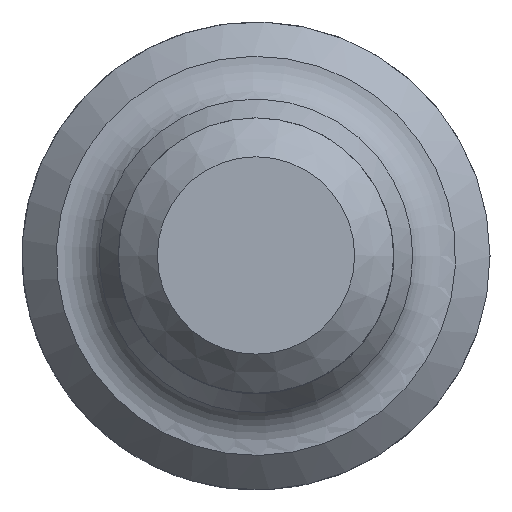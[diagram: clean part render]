
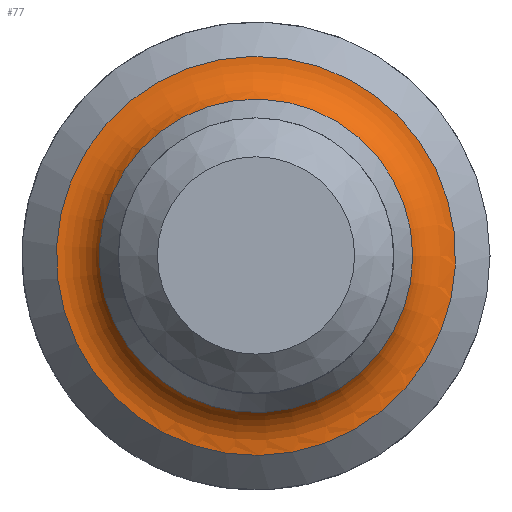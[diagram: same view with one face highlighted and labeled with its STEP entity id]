
A CAD part, top view. The second image highlights one B-rep face of the part: STEP entity #77.
In plain terms, the highlighted toroidal (fillet/blend) face has major radius 25.466 mm and minor radius 6.2 mm.
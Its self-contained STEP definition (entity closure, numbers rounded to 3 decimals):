
#77 = ADVANCED_FACE( '', ( #91, #92 ), #93, .F. );
#91 = FACE_OUTER_BOUND( '', #116, .T. );
#92 = FACE_OUTER_BOUND( '', #117, .T. );
#93 = TOROIDAL_SURFACE( '', #118, 25.466, 6.2 );
#116 = EDGE_LOOP( '', ( #145 ) );
#117 = EDGE_LOOP( '', ( #146, #147 ) );
#118 = AXIS2_PLACEMENT_3D( '', #148, #149, #150 );
#145 = ORIENTED_EDGE( '', *, *, #184, .T. );
#146 = ORIENTED_EDGE( '', *, *, #185, .F. );
#147 = ORIENTED_EDGE( '', *, *, #186, .F. );
#148 = CARTESIAN_POINT( '', ( -2.5, 0., -3.8 ) );
#149 = DIRECTION( '', ( 0., 0., -1. ) );
#150 = DIRECTION( '', ( -0.707, -0.707, 0. ) );
#184 = EDGE_CURVE( '', #197, #197, #198, .T. );
#185 = EDGE_CURVE( '', #199, #200, #201, .T. );
#186 = EDGE_CURVE( '', #200, #199, #202, .T. );
#197 = VERTEX_POINT( '', #215 );
#198 = CIRCLE( '', #216, 20.097 );
#199 = VERTEX_POINT( '', #217 );
#200 = VERTEX_POINT( '', #218 );
#201 = B_SPLINE_CURVE_WITH_KNOTS( '', 3, ( #219, #220, #221, #222, #223, #224, #225, #226, #227, #228, #229, #230, #231, #232, #233, #234, #235, #236, #237, #238, #239, #240, #241, #242, #243, #244, #245, #246, #247, #248, #249, #250, #251, #252 ), .UNSPECIFIED., .F., .F., ( 4, 2, 2, 2, 2, 2, 2, 2, 2, 2, 2, 2, 2, 2, 2, 2, 4 ), ( 0., 0.063, 0.125, 0.188, 0.25, 0.313, 0.375, 0.438, 0.5, 0.563, 0.625, 0.688, 0.75, 0.813, 0.875, 0.938, 1. ), .UNSPECIFIED. );
#202 = B_SPLINE_CURVE_WITH_KNOTS( '', 3, ( #253, #254, #255, #256, #257, #258, #259, #260, #261, #262, #263, #264, #265, #266, #267, #268, #269, #270, #271, #272, #273, #274, #275, #276, #277, #278, #279, #280, #281, #282, #283, #284, #285, #286 ), .UNSPECIFIED., .F., .F., ( 4, 2, 2, 2, 2, 2, 2, 2, 2, 2, 2, 2, 2, 2, 2, 2, 4 ), ( 0., 0.062, 0.125, 0.188, 0.25, 0.313, 0.375, 0.438, 0.5, 0.563, 0.625, 0.688, 0.75, 0.813, 0.875, 0.938, 1. ), .UNSPECIFIED. );
#215 = CARTESIAN_POINT( '', ( 17.597, 0., -6.9 ) );
#216 = AXIS2_PLACEMENT_3D( '', #303, #304, #305 );
#217 = CARTESIAN_POINT( '', ( -20.592, -18.092, -9.999 ) );
#218 = CARTESIAN_POINT( '', ( 15.592, 18.092, -9.999 ) );
#219 = CARTESIAN_POINT( '', ( -20.592, -18.092, -9.999 ) );
#220 = CARTESIAN_POINT( '', ( -21.776, -16.908, -9.999 ) );
#221 = CARTESIAN_POINT( '', ( -22.844, -15.607, -9.999 ) );
#222 = CARTESIAN_POINT( '', ( -24.704, -12.823, -9.999 ) );
#223 = CARTESIAN_POINT( '', ( -25.497, -11.339, -9.999 ) );
#224 = CARTESIAN_POINT( '', ( -26.779, -8.244, -9.999 ) );
#225 = CARTESIAN_POINT( '', ( -27.268, -6.634, -9.999 ) );
#226 = CARTESIAN_POINT( '', ( -27.921, -3.349, -9.999 ) );
#227 = CARTESIAN_POINT( '', ( -28.086, -1.675, -9.999 ) );
#228 = CARTESIAN_POINT( '', ( -28.086, 1.674, -9.999 ) );
#229 = CARTESIAN_POINT( '', ( -27.921, 3.349, -9.999 ) );
#230 = CARTESIAN_POINT( '', ( -27.268, 6.634, -9.999 ) );
#231 = CARTESIAN_POINT( '', ( -26.779, 8.244, -9.999 ) );
#232 = CARTESIAN_POINT( '', ( -25.497, 11.338, -9.999 ) );
#233 = CARTESIAN_POINT( '', ( -24.704, 12.822, -9.999 ) );
#234 = CARTESIAN_POINT( '', ( -22.844, 15.607, -9.999 ) );
#235 = CARTESIAN_POINT( '', ( -21.776, 16.908, -9.999 ) );
#236 = CARTESIAN_POINT( '', ( -19.408, 19.276, -9.999 ) );
#237 = CARTESIAN_POINT( '', ( -18.107, 20.343, -9.999 ) );
#238 = CARTESIAN_POINT( '', ( -15.322, 22.204, -9.999 ) );
#239 = CARTESIAN_POINT( '', ( -13.838, 22.997, -9.999 ) );
#240 = CARTESIAN_POINT( '', ( -10.744, 24.279, -9.999 ) );
#241 = CARTESIAN_POINT( '', ( -9.134, 24.767, -9.999 ) );
#242 = CARTESIAN_POINT( '', ( -5.849, 25.421, -9.999 ) );
#243 = CARTESIAN_POINT( '', ( -4.175, 25.586, -9.999 ) );
#244 = CARTESIAN_POINT( '', ( -0.825, 25.586, -9.999 ) );
#245 = CARTESIAN_POINT( '', ( 0.849, 25.421, -9.999 ) );
#246 = CARTESIAN_POINT( '', ( 4.134, 24.767, -9.999 ) );
#247 = CARTESIAN_POINT( '', ( 5.744, 24.279, -9.999 ) );
#248 = CARTESIAN_POINT( '', ( 8.838, 22.997, -9.999 ) );
#249 = CARTESIAN_POINT( '', ( 10.322, 22.204, -9.999 ) );
#250 = CARTESIAN_POINT( '', ( 13.107, 20.343, -9.999 ) );
#251 = CARTESIAN_POINT( '', ( 14.408, 19.276, -9.999 ) );
#252 = CARTESIAN_POINT( '', ( 15.592, 18.092, -9.999 ) );
#253 = CARTESIAN_POINT( '', ( 15.592, 18.092, -9.999 ) );
#254 = CARTESIAN_POINT( '', ( 16.776, 16.908, -9.999 ) );
#255 = CARTESIAN_POINT( '', ( 17.843, 15.607, -9.999 ) );
#256 = CARTESIAN_POINT( '', ( 19.704, 12.822, -9.999 ) );
#257 = CARTESIAN_POINT( '', ( 20.497, 11.338, -9.999 ) );
#258 = CARTESIAN_POINT( '', ( 21.779, 8.244, -9.999 ) );
#259 = CARTESIAN_POINT( '', ( 22.267, 6.634, -9.999 ) );
#260 = CARTESIAN_POINT( '', ( 22.921, 3.349, -9.999 ) );
#261 = CARTESIAN_POINT( '', ( 23.086, 1.674, -9.999 ) );
#262 = CARTESIAN_POINT( '', ( 23.086, -1.675, -9.999 ) );
#263 = CARTESIAN_POINT( '', ( 22.921, -3.349, -9.999 ) );
#264 = CARTESIAN_POINT( '', ( 22.267, -6.634, -9.999 ) );
#265 = CARTESIAN_POINT( '', ( 21.779, -8.244, -9.999 ) );
#266 = CARTESIAN_POINT( '', ( 20.497, -11.339, -9.999 ) );
#267 = CARTESIAN_POINT( '', ( 19.704, -12.823, -9.999 ) );
#268 = CARTESIAN_POINT( '', ( 17.843, -15.607, -9.999 ) );
#269 = CARTESIAN_POINT( '', ( 16.776, -16.908, -9.999 ) );
#270 = CARTESIAN_POINT( '', ( 14.408, -19.276, -9.999 ) );
#271 = CARTESIAN_POINT( '', ( 13.107, -20.344, -9.999 ) );
#272 = CARTESIAN_POINT( '', ( 10.322, -22.204, -9.999 ) );
#273 = CARTESIAN_POINT( '', ( 8.838, -22.998, -9.999 ) );
#274 = CARTESIAN_POINT( '', ( 5.744, -24.279, -9.999 ) );
#275 = CARTESIAN_POINT( '', ( 4.134, -24.768, -9.999 ) );
#276 = CARTESIAN_POINT( '', ( 0.849, -25.421, -9.999 ) );
#277 = CARTESIAN_POINT( '', ( -0.825, -25.586, -9.999 ) );
#278 = CARTESIAN_POINT( '', ( -4.175, -25.586, -9.999 ) );
#279 = CARTESIAN_POINT( '', ( -5.849, -25.421, -9.999 ) );
#280 = CARTESIAN_POINT( '', ( -9.134, -24.768, -9.999 ) );
#281 = CARTESIAN_POINT( '', ( -10.744, -24.279, -9.999 ) );
#282 = CARTESIAN_POINT( '', ( -13.838, -22.998, -9.999 ) );
#283 = CARTESIAN_POINT( '', ( -15.322, -22.204, -9.999 ) );
#284 = CARTESIAN_POINT( '', ( -18.107, -20.344, -9.999 ) );
#285 = CARTESIAN_POINT( '', ( -19.408, -19.276, -9.999 ) );
#286 = CARTESIAN_POINT( '', ( -20.592, -18.092, -9.999 ) );
#303 = CARTESIAN_POINT( '', ( -2.5, 0., -6.9 ) );
#304 = DIRECTION( '', ( 0., 0., -1. ) );
#305 = DIRECTION( '', ( 1., 0., 0. ) );
